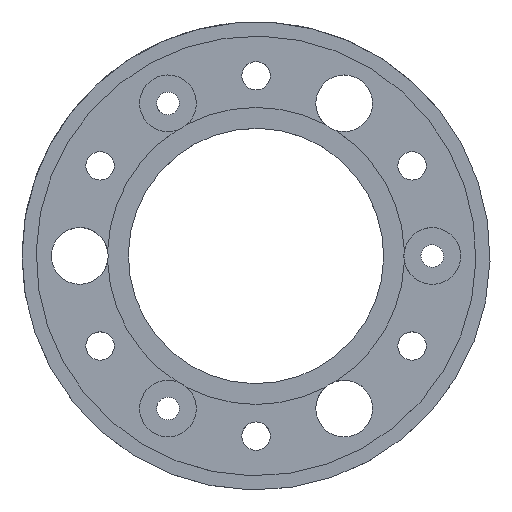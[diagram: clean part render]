
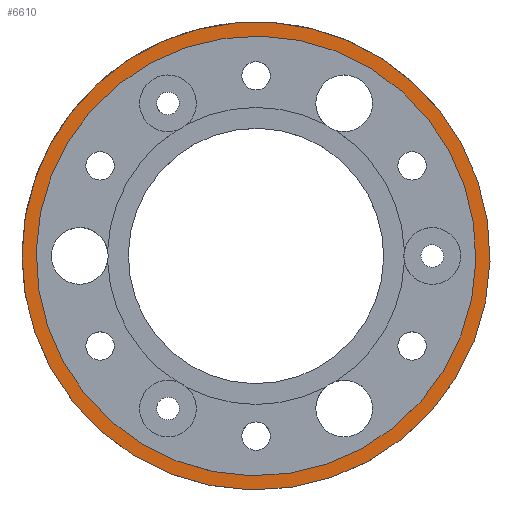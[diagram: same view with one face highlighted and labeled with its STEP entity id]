
A CAD part, top view. The second image highlights one B-rep face of the part: STEP entity #6610.
In plain terms, the highlighted planar face has unit normal (0, 0, 1).
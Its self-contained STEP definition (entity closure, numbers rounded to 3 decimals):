
#5690=CARTESIAN_POINT('',(-68.013,-37.155,116.));
#5700=VERTEX_POINT('',#5690);
#5780=CARTESIAN_POINT('',(68.013,37.155,116.));
#5790=VERTEX_POINT('',#5780);
#5820=CARTESIAN_POINT('',(0.,0.,116.)
);
#5830=DIRECTION('',(0.,0.,-1.));
#5840=DIRECTION('',(0.878,0.479,0.));
#5850=AXIS2_PLACEMENT_3D('',#5820,#5830,#5840);
#5860=CIRCLE('',#5850,77.5);
#5870=EDGE_CURVE('',#5790,#5700,#5860,.T.);
#6320=CARTESIAN_POINT('',(77.5,0.,116.));
#6330=DIRECTION('',(0.,0.,1.));
#6340=DIRECTION('',(1.,0.,0.));
#6350=AXIS2_PLACEMENT_3D('',#6320,#6330,#6340);
#6360=PLANE('',#6350);
#6370=CARTESIAN_POINT('',(0.,0.,116.)
);
#6380=DIRECTION('',(0.,0.,1.));
#6390=DIRECTION('',(-0.878,-0.479,
0.));
#6400=AXIS2_PLACEMENT_3D('',#6370,#6380,#6390);
#6410=CIRCLE('',#6400,82.5);
#6420=CARTESIAN_POINT('',(-72.401,-39.553,116.));
#6430=VERTEX_POINT('',#6420);
#6440=CARTESIAN_POINT('',(72.401,39.553,116.));
#6450=VERTEX_POINT('',#6440);
#6460=EDGE_CURVE('',#6430,#6450,#6410,.T.);
#6470=ORIENTED_EDGE('',*,*,#6460,.T.);
#6480=CARTESIAN_POINT('',(-82.5,0.,116.));
#6490=VERTEX_POINT('',#6480);
#6500=EDGE_CURVE('',#6490,#6430,#6410,.T.);
#6510=ORIENTED_EDGE('',*,*,#6500,.T.);
#6520=EDGE_CURVE('',#6450,#6490,#6410,.T.);
#6530=ORIENTED_EDGE('',*,*,#6520,.T.);
#6540=EDGE_LOOP('',(#6530,#6510,#6470));
#6550=FACE_OUTER_BOUND('',#6540,.T.);
#6560=EDGE_CURVE('',#5700,#5790,#5860,.T.);
#6570=ORIENTED_EDGE('',*,*,#6560,.T.);
#6580=ORIENTED_EDGE('',*,*,#5870,.T.);
#6590=EDGE_LOOP('',(#6580,#6570));
#6600=FACE_BOUND('',#6590,.T.);
#6610=ADVANCED_FACE('',(#6550,#6600),#6360,.T.);
